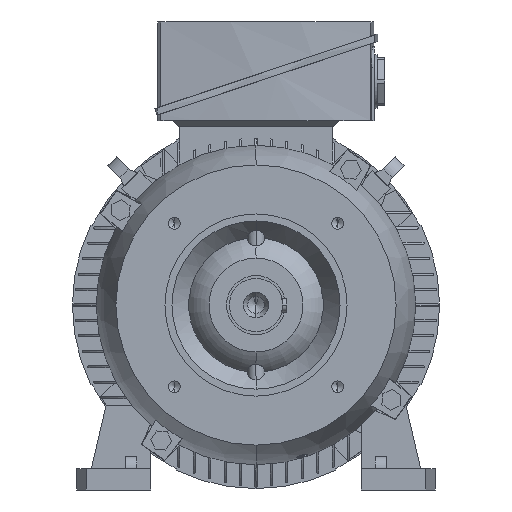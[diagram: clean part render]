
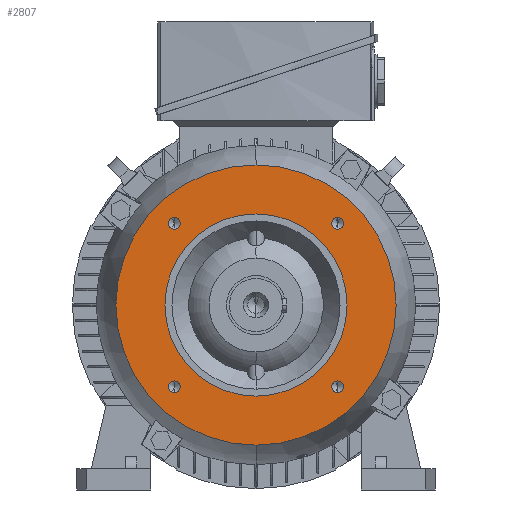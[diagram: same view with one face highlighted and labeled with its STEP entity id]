
A CAD part, left-side view. The second image highlights one B-rep face of the part: STEP entity #2807.
In plain terms, the highlighted planar face has unit normal (-1, 0, 0).
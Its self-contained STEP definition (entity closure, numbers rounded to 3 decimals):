
#2807=ADVANCED_FACE('',(#5655,#5656,#5657,#5658,#5659,#5660),#5661,.T.);
#5655=FACE_BOUND('',#8511,.T.);
#5656=FACE_BOUND('',#8512,.T.);
#5657=FACE_BOUND('',#8513,.T.);
#5658=FACE_BOUND('',#8514,.T.);
#5659=FACE_OUTER_BOUND('',#8515,.T.);
#5660=FACE_BOUND('',#8516,.T.);
#5661=PLANE('',#8517);
#8511=EDGE_LOOP('',(#17333,#17334));
#8512=EDGE_LOOP('',(#17335,#17336));
#8513=EDGE_LOOP('',(#17337,#17338));
#8514=EDGE_LOOP('',(#17339,#17340));
#8515=EDGE_LOOP('',(#17341,#17342));
#8516=EDGE_LOOP('',(#17343,#17344));
#8517=AXIS2_PLACEMENT_3D('',#17345,#17346,#17347);
#17333=ORIENTED_EDGE('',*,*,#20776,.T.);
#17334=ORIENTED_EDGE('',*,*,#17547,.T.);
#17335=ORIENTED_EDGE('',*,*,#20780,.T.);
#17336=ORIENTED_EDGE('',*,*,#17539,.T.);
#17337=ORIENTED_EDGE('',*,*,#20784,.T.);
#17338=ORIENTED_EDGE('',*,*,#17531,.T.);
#17339=ORIENTED_EDGE('',*,*,#20788,.T.);
#17340=ORIENTED_EDGE('',*,*,#17523,.T.);
#17341=ORIENTED_EDGE('',*,*,#20764,.F.);
#17342=ORIENTED_EDGE('',*,*,#17561,.F.);
#17343=ORIENTED_EDGE('',*,*,#17499,.T.);
#17344=ORIENTED_EDGE('',*,*,#20842,.T.);
#17345=CARTESIAN_POINT('',(-50.5,0.0,82.5));
#17346=DIRECTION('',(-1.0,0.0,0.));
#17347=DIRECTION('',(0.,0.0,-1.0));
#17499=EDGE_CURVE('',#21057,#21061,#21063,.T.);
#17523=EDGE_CURVE('',#21101,#21098,#21102,.T.);
#17531=EDGE_CURVE('',#21114,#21111,#21115,.T.);
#17539=EDGE_CURVE('',#21127,#21124,#21128,.T.);
#17547=EDGE_CURVE('',#21140,#21137,#21141,.T.);
#17561=EDGE_CURVE('',#21161,#21164,#21165,.T.);
#20764=EDGE_CURVE('',#21164,#21161,#25948,.T.);
#20776=EDGE_CURVE('',#21137,#21140,#25961,.T.);
#20780=EDGE_CURVE('',#21124,#21127,#25965,.T.);
#20784=EDGE_CURVE('',#21111,#21114,#25969,.T.);
#20788=EDGE_CURVE('',#21098,#21101,#25973,.T.);
#20842=EDGE_CURVE('',#21061,#21057,#26037,.T.);
#21057=VERTEX_POINT('',#26348);
#21061=VERTEX_POINT('',#26353);
#21063=CIRCLE('',#26356,65.0);
#21098=VERTEX_POINT('',#26531);
#21101=VERTEX_POINT('',#26535);
#21102=CIRCLE('',#26536,4.19);
#21111=VERTEX_POINT('',#26548);
#21114=VERTEX_POINT('',#26552);
#21115=CIRCLE('',#26553,4.19);
#21124=VERTEX_POINT('',#26565);
#21127=VERTEX_POINT('',#26569);
#21128=CIRCLE('',#26570,4.19);
#21137=VERTEX_POINT('',#26582);
#21140=VERTEX_POINT('',#26586);
#21141=CIRCLE('',#26587,4.19);
#21161=VERTEX_POINT('',#26623);
#21164=VERTEX_POINT('',#26626);
#21165=CIRCLE('',#26627,100.);
#25948=CIRCLE('',#39999,100.);
#25961=CIRCLE('',#40133,4.19);
#25965=CIRCLE('',#40137,4.19);
#25969=CIRCLE('',#40141,4.19);
#25973=CIRCLE('',#40145,4.19);
#26037=CIRCLE('',#40363,65.0);
#26348=CARTESIAN_POINT('',(-50.5,0.0,65.0));
#26353=CARTESIAN_POINT('',(-50.5,0.,-65.0));
#26356=AXIS2_PLACEMENT_3D('',#40473,#40474,#40475);
#26531=CARTESIAN_POINT('',(-50.5,-58.336,54.146));
#26535=CARTESIAN_POINT('',(-50.5,-58.336,62.526));
#26536=AXIS2_PLACEMENT_3D('',#40501,#40502,#40503);
#26548=CARTESIAN_POINT('',(-50.5,-58.336,-62.526));
#26552=CARTESIAN_POINT('',(-50.5,-58.336,-54.146));
#26553=AXIS2_PLACEMENT_3D('',#40511,#40512,#40513);
#26565=CARTESIAN_POINT('',(-50.5,58.336,-62.526));
#26569=CARTESIAN_POINT('',(-50.5,58.336,-54.146));
#26570=AXIS2_PLACEMENT_3D('',#40521,#40522,#40523);
#26582=CARTESIAN_POINT('',(-50.5,58.336,54.146));
#26586=CARTESIAN_POINT('',(-50.5,58.336,62.526));
#26587=AXIS2_PLACEMENT_3D('',#40531,#40532,#40533);
#26623=CARTESIAN_POINT('',(-50.5,0.,-100.));
#26626=CARTESIAN_POINT('',(-50.5,0.0,100.));
#26627=AXIS2_PLACEMENT_3D('',#40551,#40552,#40553);
#39999=AXIS2_PLACEMENT_3D('',#43494,#43495,#43496);
#40133=AXIS2_PLACEMENT_3D('',#43506,#43507,#43508);
#40137=AXIS2_PLACEMENT_3D('',#43512,#43513,#43514);
#40141=AXIS2_PLACEMENT_3D('',#43518,#43519,#43520);
#40145=AXIS2_PLACEMENT_3D('',#43524,#43525,#43526);
#40363=AXIS2_PLACEMENT_3D('',#43562,#43563,#43564);
#40473=CARTESIAN_POINT('',(-50.5,0.0,0.0));
#40474=DIRECTION('',(1.0,0.0,-0.0));
#40475=DIRECTION('',(0.0,0.0,1.0));
#40501=CARTESIAN_POINT('',(-50.5,-58.336,58.336));
#40502=DIRECTION('',(1.0,0.0,0.));
#40503=DIRECTION('',(0.,0.0,-1.0));
#40511=CARTESIAN_POINT('',(-50.5,-58.336,-58.336));
#40512=DIRECTION('',(1.0,0.0,0.));
#40513=DIRECTION('',(0.,0.0,-1.0));
#40521=CARTESIAN_POINT('',(-50.5,58.336,-58.336));
#40522=DIRECTION('',(1.0,0.0,0.));
#40523=DIRECTION('',(0.,0.0,-1.0));
#40531=CARTESIAN_POINT('',(-50.5,58.336,58.336));
#40532=DIRECTION('',(1.0,0.0,0.));
#40533=DIRECTION('',(0.,0.0,-1.0));
#40551=CARTESIAN_POINT('',(-50.5,0.0,0.0));
#40552=DIRECTION('',(1.0,0.0,-0.0));
#40553=DIRECTION('',(0.0,0.0,1.0));
#43494=CARTESIAN_POINT('',(-50.5,0.0,0.0));
#43495=DIRECTION('',(1.0,0.0,-0.0));
#43496=DIRECTION('',(0.0,0.0,1.0));
#43506=CARTESIAN_POINT('',(-50.5,58.336,58.336));
#43507=DIRECTION('',(1.0,0.0,0.));
#43508=DIRECTION('',(0.,0.0,-1.0));
#43512=CARTESIAN_POINT('',(-50.5,58.336,-58.336));
#43513=DIRECTION('',(1.0,0.0,0.));
#43514=DIRECTION('',(0.,0.0,-1.0));
#43518=CARTESIAN_POINT('',(-50.5,-58.336,-58.336));
#43519=DIRECTION('',(1.0,0.0,0.));
#43520=DIRECTION('',(0.,0.0,-1.0));
#43524=CARTESIAN_POINT('',(-50.5,-58.336,58.336));
#43525=DIRECTION('',(1.0,0.0,0.));
#43526=DIRECTION('',(0.,0.0,-1.0));
#43562=CARTESIAN_POINT('',(-50.5,0.0,0.0));
#43563=DIRECTION('',(1.0,0.0,-0.0));
#43564=DIRECTION('',(0.0,0.0,1.0));
